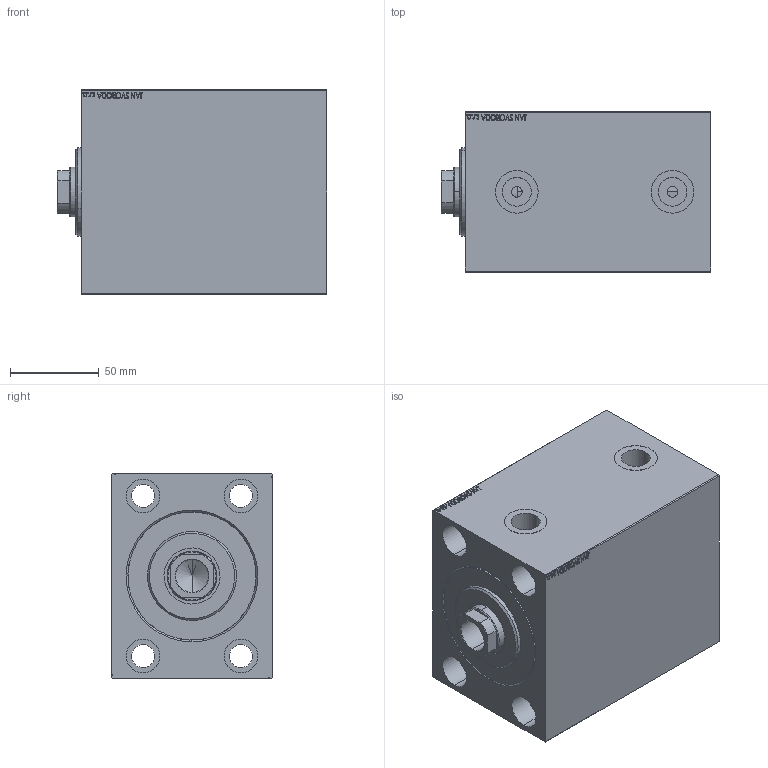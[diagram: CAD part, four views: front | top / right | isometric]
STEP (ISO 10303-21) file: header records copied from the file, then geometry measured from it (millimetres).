
FILE_DESCRIPTION (( 'STEP AP203' ), '1' );
FILE_NAME ('8a7d.STEP', '2022-04-17T06:46:53', ( '' ), ( '' ), 'SwSTEP 2.0', 'SolidWorks 2019', '' );
FILE_SCHEMA (( 'CONFIG_CONTROL_DESIGN' ));
Length unit declared in the file: millimetre
Products named in the file (4): 8a7d; V450CM_VC_B 23512810bb957faef0a12d45f2a4c144; V450CM_C_Body 23512810bb957faef0a12d45f2a4c144; V450CM_C_VCP 23512810bb957faef0a12d45f2a4c144
Assembly tree (3 placements, depth 2):
  8a7d
    V450CM_C_Body 23512810bb957faef0a12d45f2a4c144
    V450CM_C_VCP 23512810bb957faef0a12d45f2a4c144
    V450CM_VC_B 23512810bb957faef0a12d45f2a4c144
Bounding box: 151.5 x 90 x 115 mm (x, y, z)
Volume: 1180889.2 mm3; surface area: 167230.8 mm2
Topology: 3 solids, 3 shells, 882 faces, 2260 edges, 1497 vertices
Faces by surface type: plane 414, bspline 380, cylinder 74, cone 14
Entity records: 44766 total; most frequent: CARTESIAN_POINT 25401, ORIENTED_EDGE 4516, DIRECTION 2650, EDGE_CURVE 2258, VERTEX_POINT 1497, LINE 1322, VECTOR 1322, EDGE_LOOP 1015
